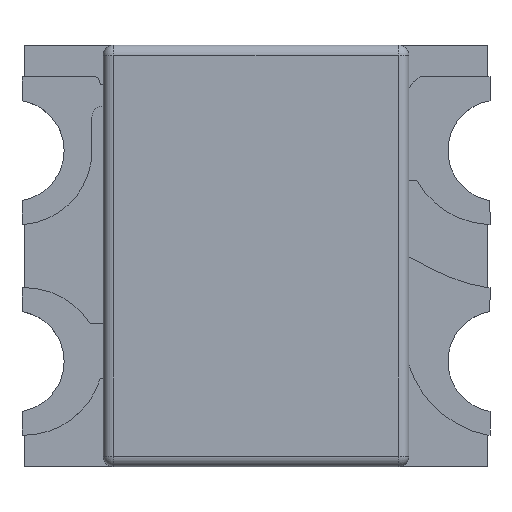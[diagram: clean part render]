
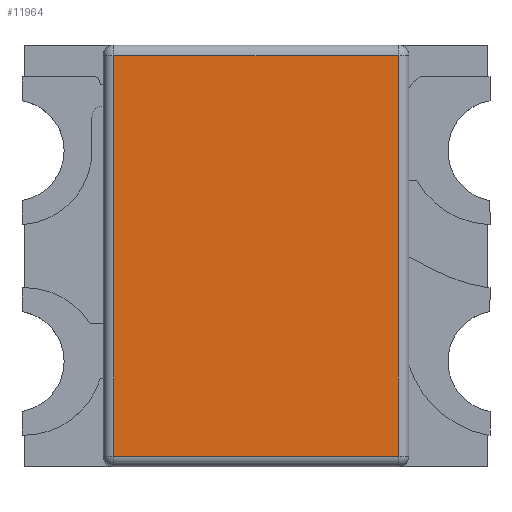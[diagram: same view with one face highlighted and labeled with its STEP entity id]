
A CAD part, top view. The second image highlights one B-rep face of the part: STEP entity #11964.
In plain terms, the highlighted planar face has unit normal (0, 0, 1).
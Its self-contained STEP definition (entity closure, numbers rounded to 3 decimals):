
#28 = LINE ( 'NONE', #7681, #9100 ) ;
#161 = CARTESIAN_POINT ( 'NONE',  ( 0.675, -0.95, 1.04 ) ) ;
#167 = ORIENTED_EDGE ( 'NONE', *, *, #2724, .T. ) ;
#282 = CARTESIAN_POINT ( 'NONE',  ( 0.675, 0.95, 1.04 ) ) ;
#464 = LINE ( 'NONE', #7195, #5925 ) ;
#465 = DIRECTION ( 'NONE',  ( 1., 0., 0. ) ) ;
#1186 = VERTEX_POINT ( 'NONE', #161 ) ;
#1442 = ORIENTED_EDGE ( 'NONE', *, *, #8953, .T. ) ;
#1563 = EDGE_CURVE ( 'NONE', #2090, #2013, #6552, .T. ) ;
#2013 = VERTEX_POINT ( 'NONE', #4019 ) ;
#2090 = VERTEX_POINT ( 'NONE', #282 ) ;
#2179 = EDGE_CURVE ( 'NONE', #9130, #1186, #9809, .T. ) ;
#2254 = EDGE_LOOP ( 'NONE', ( #167, #7031, #1442, #2619 ) ) ;
#2370 = DIRECTION ( 'NONE',  ( 0., -1., 0. ) ) ;
#2619 = ORIENTED_EDGE ( 'NONE', *, *, #2179, .T. ) ;
#2724 = EDGE_CURVE ( 'NONE', #1186, #2090, #28, .T. ) ;
#3209 = DIRECTION ( 'NONE',  ( 1., 0., 0. ) ) ;
#4006 = DIRECTION ( 'NONE',  ( 0., 1., 0. ) ) ;
#4019 = CARTESIAN_POINT ( 'NONE',  ( -0.675, 0.95, 1.04 ) ) ;
#4323 = PLANE ( 'NONE',  #12418 ) ;
#4573 = CARTESIAN_POINT ( 'NONE',  ( -0.675, -0.95, 1.04 ) ) ;
#4808 = CARTESIAN_POINT ( 'NONE',  ( -0.725, 0.95, 1.04 ) ) ;
#5925 = VECTOR ( 'NONE', #2370, 1000. ) ;
#6552 = LINE ( 'NONE', #4808, #7288 ) ;
#7031 = ORIENTED_EDGE ( 'NONE', *, *, #1563, .T. ) ;
#7195 = CARTESIAN_POINT ( 'NONE',  ( -0.675, -1., 1.04 ) ) ;
#7288 = VECTOR ( 'NONE', #8429, 1000. ) ;
#7681 = CARTESIAN_POINT ( 'NONE',  ( 0.675, 1., 1.04 ) ) ;
#8429 = DIRECTION ( 'NONE',  ( -1., 0., 0. ) ) ;
#8953 = EDGE_CURVE ( 'NONE', #2013, #9130, #464, .T. ) ;
#9054 = CARTESIAN_POINT ( 'NONE',  ( 0.725, -0.95, 1.04 ) ) ;
#9100 = VECTOR ( 'NONE', #4006, 1000. ) ;
#9130 = VERTEX_POINT ( 'NONE', #4573 ) ;
#9690 = VECTOR ( 'NONE', #465, 1000. ) ;
#9809 = LINE ( 'NONE', #9054, #9690 ) ;
#9880 = CARTESIAN_POINT ( 'NONE',  ( 0., 0., 1.04 ) ) ;
#10832 = FACE_OUTER_BOUND ( 'NONE', #2254, .T. ) ;
#11800 = DIRECTION ( 'NONE',  ( 0., 0., 1. ) ) ;
#11964 = ADVANCED_FACE ( 'NONE', ( #10832 ), #4323, .T. ) ;
#12418 = AXIS2_PLACEMENT_3D ( 'NONE', #9880, #11800, #3209 ) ;
